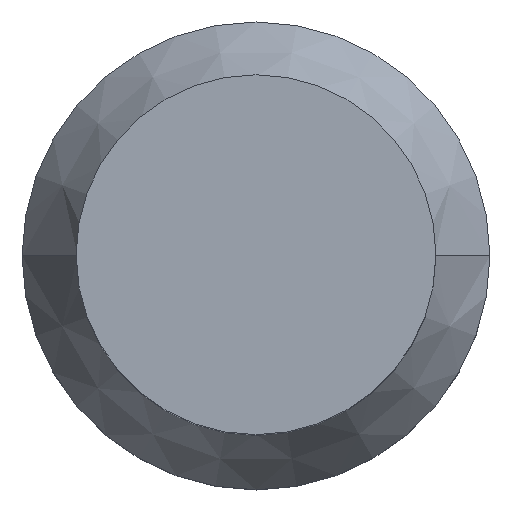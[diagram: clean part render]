
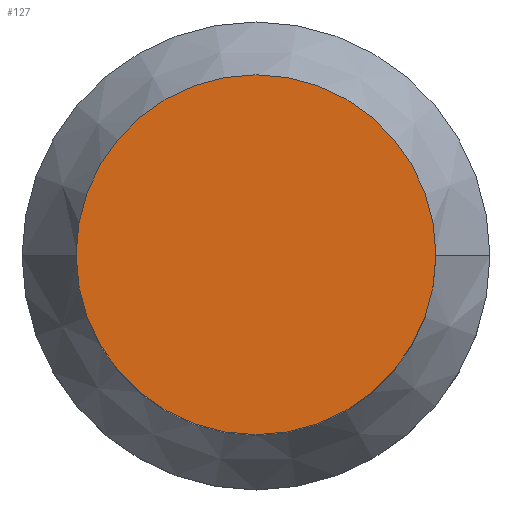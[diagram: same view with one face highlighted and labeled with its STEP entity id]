
A CAD part, top view. The second image highlights one B-rep face of the part: STEP entity #127.
In plain terms, the highlighted planar face has unit normal (0, 0, 1).
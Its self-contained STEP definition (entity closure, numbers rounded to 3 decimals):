
#127=ADVANCED_FACE('',(#159),#157,.T.);
#157=PLANE('',#528);
#159=FACE_OUTER_BOUND('',#188,.T.);
#188=EDGE_LOOP('',(#219,#220));
#219=ORIENTED_EDGE('',*,*,#402,.T.);
#220=ORIENTED_EDGE('',*,*,#403,.F.);
#359=VERTEX_POINT('',#747);
#360=VERTEX_POINT('',#748);
#402=EDGE_CURVE('',#359,#360,#472,.T.);
#403=EDGE_CURVE('',#359,#360,#473,.T.);
#472=CIRCLE('',#526,1.5);
#473=CIRCLE('',#527,1.5);
#526=AXIS2_PLACEMENT_3D('',#746,#594,#595);
#527=AXIS2_PLACEMENT_3D('',#749,#596,#597);
#528=AXIS2_PLACEMENT_3D('',#750,#598,#599);
#594=DIRECTION('',(0.,0.,1.));
#595=DIRECTION('',(1.,0.,0.));
#596=DIRECTION('',(0.,0.,-1.));
#597=DIRECTION('',(1.,0.,0.));
#598=DIRECTION('',(0.,0.,1.));
#599=DIRECTION('',(1.,0.,0.));
#746=CARTESIAN_POINT('',(0.,0.,6.7));
#747=CARTESIAN_POINT('',(1.5,0.,6.7));
#748=CARTESIAN_POINT('',(-1.5,0.,6.7));
#749=CARTESIAN_POINT('',(0.,0.,6.7));
#750=CARTESIAN_POINT('',(0.,0.,6.7));
